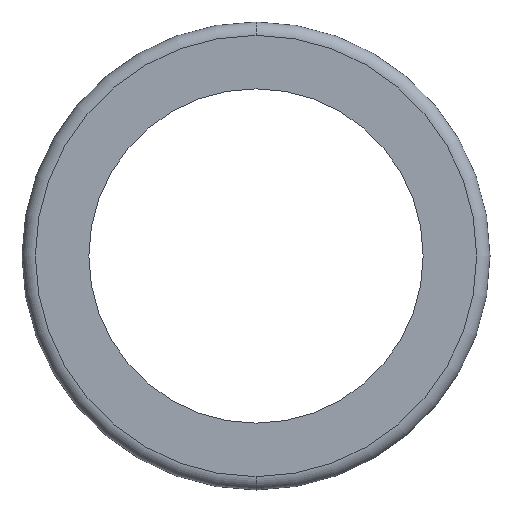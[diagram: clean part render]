
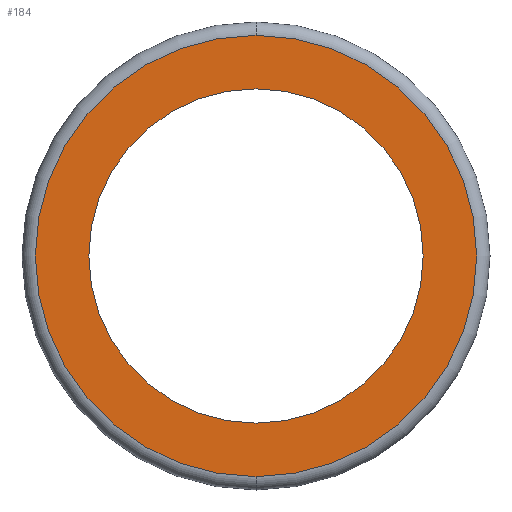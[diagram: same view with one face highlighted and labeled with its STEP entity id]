
A CAD part, front view. The second image highlights one B-rep face of the part: STEP entity #184.
In plain terms, the highlighted planar face has unit normal (0, -1, 0).
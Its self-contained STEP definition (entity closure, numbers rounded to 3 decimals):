
#57 = VERTEX_POINT ( 'NONE', #226 ) ;
#59 = EDGE_CURVE ( 'NONE', #57, #60, #225, .T. ) ;
#60 = VERTEX_POINT ( 'NONE', #220 ) ;
#79 = VERTEX_POINT ( 'NONE', #323 ) ;
#81 = EDGE_LOOP ( 'NONE', ( #82, #84 ) ) ;
#82 = ORIENTED_EDGE ( 'NONE', *, *, #83, .T. ) ;
#83 = EDGE_CURVE ( 'NONE', #79, #169, #317, .T. ) ;
#84 = ORIENTED_EDGE ( 'NONE', *, *, #171, .T. ) ;
#85 = EDGE_LOOP ( 'NONE', ( #86, #88 ) ) ;
#86 = ORIENTED_EDGE ( 'NONE', *, *, #87, .F. ) ;
#87 = EDGE_CURVE ( 'NONE', #60, #57, #278, .T. ) ;
#88 = ORIENTED_EDGE ( 'NONE', *, *, #59, .F. ) ;
#169 = VERTEX_POINT ( 'NONE', #360 ) ;
#171 = EDGE_CURVE ( 'NONE', #169, #79, #359, .T. ) ;
#184 = ADVANCED_FACE ( 'NONE', ( #394, #393 ), #392, .F. ) ;
#220 = CARTESIAN_POINT ( 'NONE',  ( 0., 0., -15. ) ) ;
#221 = DIRECTION ( 'NONE',  ( 0., 0., -1. ) ) ;
#222 = DIRECTION ( 'NONE',  ( 0., -1., 0. ) ) ;
#223 = CARTESIAN_POINT ( 'NONE',  ( 0., 0., 0. ) ) ;
#224 = AXIS2_PLACEMENT_3D ( 'NONE', #223, #222, #221 ) ;
#225 = CIRCLE ( 'NONE', #224, 15. ) ;
#226 = CARTESIAN_POINT ( 'NONE',  ( 0., 0., 15. ) ) ;
#274 = DIRECTION ( 'NONE',  ( 0., 0., -1. ) ) ;
#275 = DIRECTION ( 'NONE',  ( 0., -1., 0. ) ) ;
#276 = CARTESIAN_POINT ( 'NONE',  ( 0., 0., 0. ) ) ;
#277 = AXIS2_PLACEMENT_3D ( 'NONE', #276, #275, #274 ) ;
#278 = CIRCLE ( 'NONE', #277, 15. ) ;
#279 = DIRECTION ( 'NONE',  ( 0., 0., 1. ) ) ;
#280 = DIRECTION ( 'NONE',  ( 0., -1., 0. ) ) ;
#281 = CARTESIAN_POINT ( 'NONE',  ( 0., 0., 0. ) ) ;
#282 = AXIS2_PLACEMENT_3D ( 'NONE', #281, #280, #279 ) ;
#317 = CIRCLE ( 'NONE', #282, 19.8 ) ;
#323 = CARTESIAN_POINT ( 'NONE',  ( 0., 0., 19.8 ) ) ;
#355 = DIRECTION ( 'NONE',  ( 0., 0., 1. ) ) ;
#356 = DIRECTION ( 'NONE',  ( 0., -1., 0. ) ) ;
#357 = CARTESIAN_POINT ( 'NONE',  ( 0., 0., 0. ) ) ;
#358 = AXIS2_PLACEMENT_3D ( 'NONE', #357, #356, #355 ) ;
#359 = CIRCLE ( 'NONE', #358, 19.8 ) ;
#360 = CARTESIAN_POINT ( 'NONE',  ( 0., 0., -19.8 ) ) ;
#388 = DIRECTION ( 'NONE',  ( 0., 0., 1. ) ) ;
#389 = DIRECTION ( 'NONE',  ( 0., 1., 0. ) ) ;
#390 = CARTESIAN_POINT ( 'NONE',  ( -15., 0., 0. ) ) ;
#391 = AXIS2_PLACEMENT_3D ( 'NONE', #390, #389, #388 ) ;
#392 = PLANE ( 'NONE',  #391 ) ;
#393 = FACE_BOUND ( 'NONE', #85, .T. ) ;
#394 = FACE_OUTER_BOUND ( 'NONE', #81, .T. ) ;
